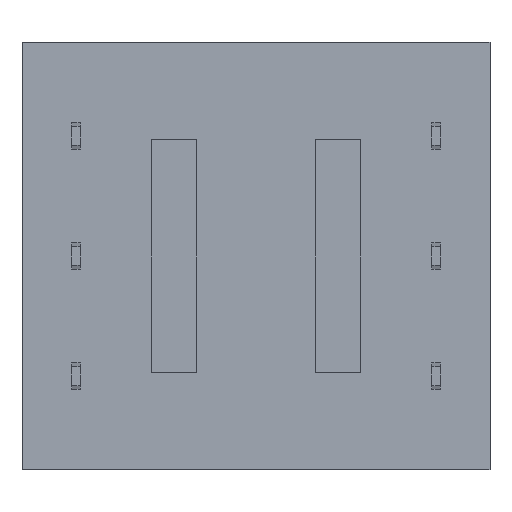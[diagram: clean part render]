
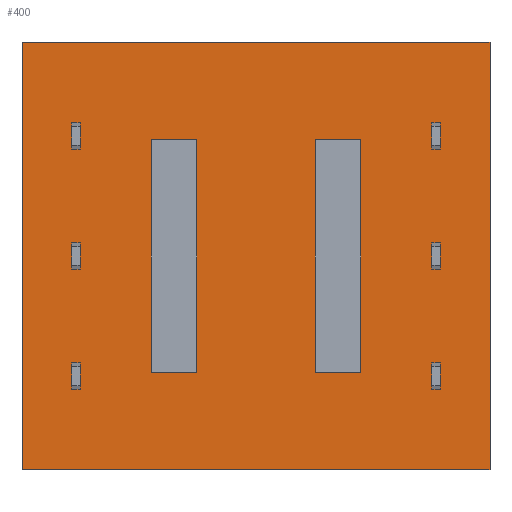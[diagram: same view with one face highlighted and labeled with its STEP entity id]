
A CAD part, front view. The second image highlights one B-rep face of the part: STEP entity #400.
In plain terms, the highlighted planar face has unit normal (0, -1, 0).
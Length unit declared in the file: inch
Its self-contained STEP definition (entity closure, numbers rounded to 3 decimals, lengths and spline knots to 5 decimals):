
#42 = CARTESIAN_POINT ( 'NONE',  ( -0.0872, -0.05413, 0.10079 ) ) ;
#115 = CARTESIAN_POINT ( 'NONE',  ( 0.19488, -0.05413, -0.17382 ) ) ;
#133 = EDGE_CURVE ( 'NONE', #2609, #5619, #3772, .T. ) ;
#164 = DIRECTION ( 'NONE',  ( 0., 0., -1. ) ) ;
#398 = ORIENTED_EDGE ( 'NONE', *, *, #133, .F. ) ;
#400 = ADVANCED_FACE ( 'NONE', ( #2631, #3963, #1161 ), #4573, .F. ) ;
#443 = VERTEX_POINT ( 'NONE', #4932 ) ;
#513 = CARTESIAN_POINT ( 'NONE',  ( 0.04941, -0.05413, -0.09252 ) ) ;
#638 = VERTEX_POINT ( 'NONE', #1863 ) ;
#723 = LINE ( 'NONE', #3161, #2286 ) ;
#740 = VECTOR ( 'NONE', #5623, 39.37008 ) ;
#804 = VECTOR ( 'NONE', #2838, 39.37008 ) ;
#845 = CARTESIAN_POINT ( 'NONE',  ( -0.19488, -0.05413, 0.18209 ) ) ;
#971 = ORIENTED_EDGE ( 'NONE', *, *, #4841, .T. ) ;
#1035 = LINE ( 'NONE', #3901, #2022 ) ;
#1040 = VECTOR ( 'NONE', #2540, 39.37008 ) ;
#1122 = CARTESIAN_POINT ( 'NONE',  ( 0.04941, -0.05413, 0.10079 ) ) ;
#1159 = ORIENTED_EDGE ( 'NONE', *, *, #4757, .F. ) ;
#1161 = FACE_BOUND ( 'NONE', #3759, .T. ) ;
#1300 = VECTOR ( 'NONE', #1943, 39.37008 ) ;
#1409 = VERTEX_POINT ( 'NONE', #6264 ) ;
#1433 = EDGE_CURVE ( 'NONE', #3045, #1632, #5836, .T. ) ;
#1447 = EDGE_CURVE ( 'NONE', #5629, #2153, #1881, .T. ) ;
#1489 = LINE ( 'NONE', #3491, #1040 ) ;
#1632 = VERTEX_POINT ( 'NONE', #2035 ) ;
#1863 = CARTESIAN_POINT ( 'NONE',  ( 0.0872, -0.05413, -0.09252 ) ) ;
#1875 = EDGE_CURVE ( 'NONE', #3445, #2828, #723, .T. ) ;
#1881 = LINE ( 'NONE', #4384, #1300 ) ;
#1888 = DIRECTION ( 'NONE',  ( 0., 0., -1. ) ) ;
#1940 = LINE ( 'NONE', #42, #6002 ) ;
#1943 = DIRECTION ( 'NONE',  ( 0., 0., 1. ) ) ;
#2022 = VECTOR ( 'NONE', #2467, 39.37008 ) ;
#2035 = CARTESIAN_POINT ( 'NONE',  ( -0.19488, -0.05413, -0.17382 ) ) ;
#2153 = VERTEX_POINT ( 'NONE', #3440 ) ;
#2220 = DIRECTION ( 'NONE',  ( 0., 0., -1. ) ) ;
#2286 = VECTOR ( 'NONE', #2220, 39.37008 ) ;
#2316 = EDGE_LOOP ( 'NONE', ( #4526, #4473, #4472, #3182 ) ) ;
#2467 = DIRECTION ( 'NONE',  ( 0., 0., 1. ) ) ;
#2523 = VERTEX_POINT ( 'NONE', #115 ) ;
#2540 = DIRECTION ( 'NONE',  ( 0., 0., 1. ) ) ;
#2562 = CARTESIAN_POINT ( 'NONE',  ( 0., -0.05413, 0.05413 ) ) ;
#2609 = VERTEX_POINT ( 'NONE', #1122 ) ;
#2631 = FACE_BOUND ( 'NONE', #2316, .T. ) ;
#2828 = VERTEX_POINT ( 'NONE', #3417 ) ;
#2835 = LINE ( 'NONE', #5832, #5313 ) ;
#2838 = DIRECTION ( 'NONE',  ( 0., 0., -1. ) ) ;
#2906 = DIRECTION ( 'NONE',  ( 1., 0., 0. ) ) ;
#3045 = VERTEX_POINT ( 'NONE', #845 ) ;
#3052 = EDGE_CURVE ( 'NONE', #2153, #3445, #1940, .T. ) ;
#3060 = DIRECTION ( 'NONE',  ( -1., 0., 0. ) ) ;
#3149 = LINE ( 'NONE', #4589, #3592 ) ;
#3161 = CARTESIAN_POINT ( 'NONE',  ( -0.0872, -0.05413, 0.10079 ) ) ;
#3180 = CARTESIAN_POINT ( 'NONE',  ( -0.0872, -0.05413, 0.10079 ) ) ;
#3182 = ORIENTED_EDGE ( 'NONE', *, *, #3052, .F. ) ;
#3323 = CARTESIAN_POINT ( 'NONE',  ( 0.04941, -0.05413, -0.09252 ) ) ;
#3369 = EDGE_CURVE ( 'NONE', #2523, #443, #1035, .T. ) ;
#3417 = CARTESIAN_POINT ( 'NONE',  ( -0.0872, -0.05413, -0.09252 ) ) ;
#3440 = CARTESIAN_POINT ( 'NONE',  ( -0.04941, -0.05413, 0.10079 ) ) ;
#3445 = VERTEX_POINT ( 'NONE', #3180 ) ;
#3491 = CARTESIAN_POINT ( 'NONE',  ( 0.0872, -0.05413, 0.10079 ) ) ;
#3565 = ORIENTED_EDGE ( 'NONE', *, *, #3369, .T. ) ;
#3592 = VECTOR ( 'NONE', #4114, 39.37008 ) ;
#3668 = DIRECTION ( 'NONE',  ( -1., 0., 0. ) ) ;
#3735 = ORIENTED_EDGE ( 'NONE', *, *, #4827, .F. ) ;
#3759 = EDGE_LOOP ( 'NONE', ( #5577, #398, #1159, #3735 ) ) ;
#3772 = LINE ( 'NONE', #5723, #5060 ) ;
#3833 = LINE ( 'NONE', #513, #4612 ) ;
#3901 = CARTESIAN_POINT ( 'NONE',  ( 0.19488, -0.05413, -0.07382 ) ) ;
#3963 = FACE_OUTER_BOUND ( 'NONE', #4803, .T. ) ;
#3998 = LINE ( 'NONE', #5971, #4602 ) ;
#4038 = LINE ( 'NONE', #6004, #740 ) ;
#4114 = DIRECTION ( 'NONE',  ( -1., 0., 0. ) ) ;
#4302 = CARTESIAN_POINT ( 'NONE',  ( -0.19488, -0.05413, 0.18209 ) ) ;
#4331 = DIRECTION ( 'NONE',  ( -1., 0., 0. ) ) ;
#4384 = CARTESIAN_POINT ( 'NONE',  ( -0.04941, -0.05413, 0.10079 ) ) ;
#4472 = ORIENTED_EDGE ( 'NONE', *, *, #1875, .F. ) ;
#4473 = ORIENTED_EDGE ( 'NONE', *, *, #4482, .F. ) ;
#4482 = EDGE_CURVE ( 'NONE', #2828, #5629, #4038, .T. ) ;
#4526 = ORIENTED_EDGE ( 'NONE', *, *, #1447, .F. ) ;
#4573 = PLANE ( 'NONE',  #6191 ) ;
#4589 = CARTESIAN_POINT ( 'NONE',  ( 0.19488, -0.05413, -0.17382 ) ) ;
#4602 = VECTOR ( 'NONE', #3060, 39.37008 ) ;
#4612 = VECTOR ( 'NONE', #2906, 39.37008 ) ;
#4623 = ORIENTED_EDGE ( 'NONE', *, *, #1433, .T. ) ;
#4757 = EDGE_CURVE ( 'NONE', #1409, #2609, #2835, .T. ) ;
#4803 = EDGE_LOOP ( 'NONE', ( #4623, #4959, #3565, #971 ) ) ;
#4827 = EDGE_CURVE ( 'NONE', #638, #1409, #1489, .T. ) ;
#4841 = EDGE_CURVE ( 'NONE', #443, #3045, #3998, .T. ) ;
#4900 = CARTESIAN_POINT ( 'NONE',  ( -0.04941, -0.05413, -0.09252 ) ) ;
#4932 = CARTESIAN_POINT ( 'NONE',  ( 0.19488, -0.05413, 0.18209 ) ) ;
#4959 = ORIENTED_EDGE ( 'NONE', *, *, #5270, .F. ) ;
#5060 = VECTOR ( 'NONE', #1888, 39.37008 ) ;
#5270 = EDGE_CURVE ( 'NONE', #2523, #1632, #3149, .T. ) ;
#5313 = VECTOR ( 'NONE', #4331, 39.37008 ) ;
#5510 = DIRECTION ( 'NONE',  ( 0., 1., 0. ) ) ;
#5577 = ORIENTED_EDGE ( 'NONE', *, *, #6252, .F. ) ;
#5619 = VERTEX_POINT ( 'NONE', #3323 ) ;
#5623 = DIRECTION ( 'NONE',  ( 1., 0., 0. ) ) ;
#5629 = VERTEX_POINT ( 'NONE', #4900 ) ;
#5723 = CARTESIAN_POINT ( 'NONE',  ( 0.04941, -0.05413, 0.10079 ) ) ;
#5832 = CARTESIAN_POINT ( 'NONE',  ( 0.04941, -0.05413, 0.10079 ) ) ;
#5836 = LINE ( 'NONE', #4302, #804 ) ;
#5971 = CARTESIAN_POINT ( 'NONE',  ( 0.19488, -0.05413, 0.18209 ) ) ;
#6002 = VECTOR ( 'NONE', #3668, 39.37008 ) ;
#6004 = CARTESIAN_POINT ( 'NONE',  ( -0.0872, -0.05413, -0.09252 ) ) ;
#6191 = AXIS2_PLACEMENT_3D ( 'NONE', #2562, #5510, #164 ) ;
#6252 = EDGE_CURVE ( 'NONE', #5619, #638, #3833, .T. ) ;
#6264 = CARTESIAN_POINT ( 'NONE',  ( 0.0872, -0.05413, 0.10079 ) ) ;
